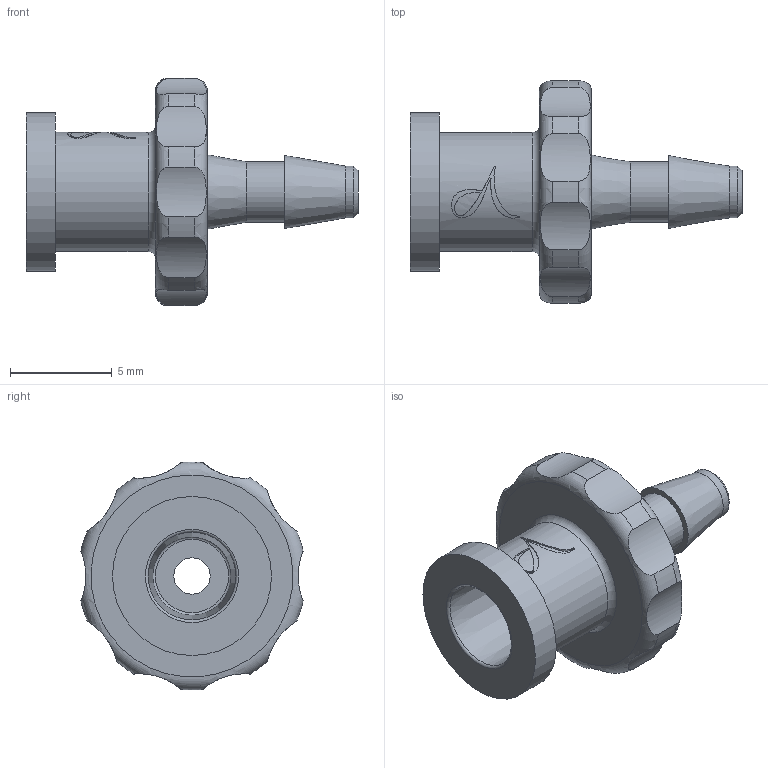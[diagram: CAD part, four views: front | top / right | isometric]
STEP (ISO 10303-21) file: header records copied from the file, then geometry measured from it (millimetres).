
FILE_DESCRIPTION(/* description */ ('Unknown','CAx-IF Rec.Pracs.---Representation and Presentation of Product Manufacturing Information (PMI)---4.0---2014-10-13','CAx-IF Rec.Pracs.---3D Tessellated Geometry---0.4---2014-09-14','2;1'),/* implementation_level */ '2;1');
FILE_NAME(/* name */ '503452_LuerLock_3mm',/* time_stamp */ '2022-03-17T15:48:00+01:00',/* author */ ('Unknown'),/* organization */ ('Unknown'),/* preprocessor_version */ 'ST-DEVELOPER v16.7',/* originating_system */ 'Solid Edge',/* authorisation */ 'Unknown');
FILE_SCHEMA (('AP242_MANAGED_MODEL_BASED_3D_ENGINEERING_MIM_LF { 1 0 10303 442 1 1 4 }'));
Length unit declared in the file: millimetre
Products named in the file (1): 503452_LuerLock_3mm
Bounding box: 16.28 x 10.9 x 11.17 mm (x, y, z)
Volume: 360.9 mm3; surface area: 636.3 mm2
Topology: 1 solids, 1 shells, 47 faces, 132 edges, 94 vertices
Faces by surface type: cylinder 27, plane 7, torus 5, bspline 4, cone 4
Full cylindrical faces by diameter (mm): 1.778 x1, 2.54 x1, 2.972 x1, 5.842 x1, 7.8 x1
Entity records: 1887 total; most frequent: CARTESIAN_POINT 801, ORIENTED_EDGE 220, DIRECTION 192, EDGE_CURVE 110, VERTEX_POINT 86, AXIS2_PLACEMENT_3D 84, EDGE_LOOP 70, FACE_BOUND 70
